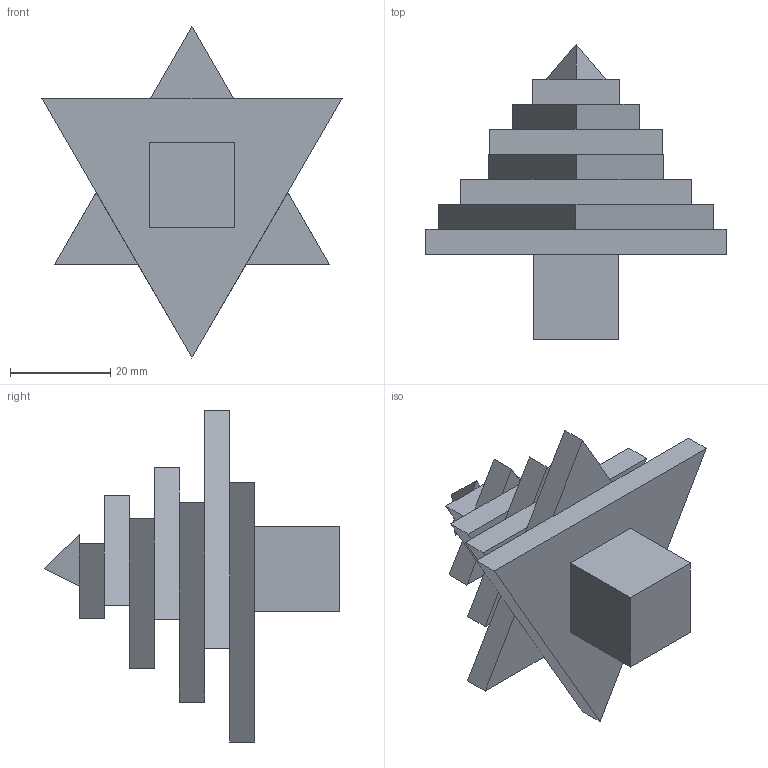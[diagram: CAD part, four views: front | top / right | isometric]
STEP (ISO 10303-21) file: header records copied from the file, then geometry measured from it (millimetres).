
FILE_DESCRIPTION (( 'STEP AP203' ), '1' );
FILE_NAME ('cacamennrath.STEP', '2024-11-26T15:25:26', ( '' ), ( '' ), 'SwSTEP 2.0', 'SolidWorks 2023', '' );
FILE_SCHEMA (( 'CONFIG_CONTROL_DESIGN' ));
Length unit declared in the file: millimetre
Products named in the file (1): cacamennrath
Bounding box: 60 x 59 x 66.4 mm (x, y, z)
Volume: 31317.8 mm3; surface area: 10196.1 mm2
Topology: 1 solids, 1 shells, 72 faces, 165 edges, 96 vertices
Faces by surface type: plane 72
Entity records: 2010 total; most frequent: CARTESIAN_POINT 334, ORIENTED_EDGE 330, DIRECTION 311, VECTOR 165, LINE 165, EDGE_CURVE 165, VERTEX_POINT 96, AXIS2_PLACEMENT_3D 73
